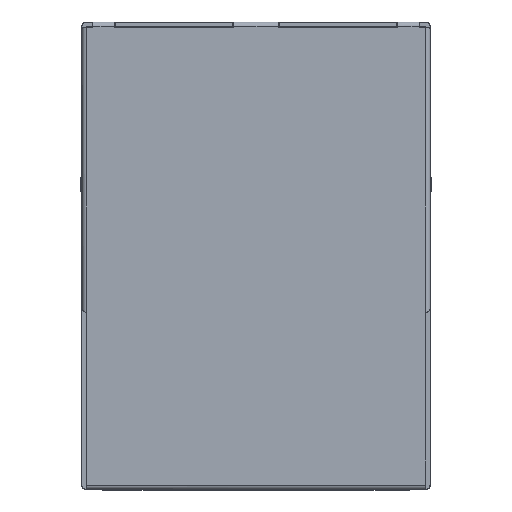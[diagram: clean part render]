
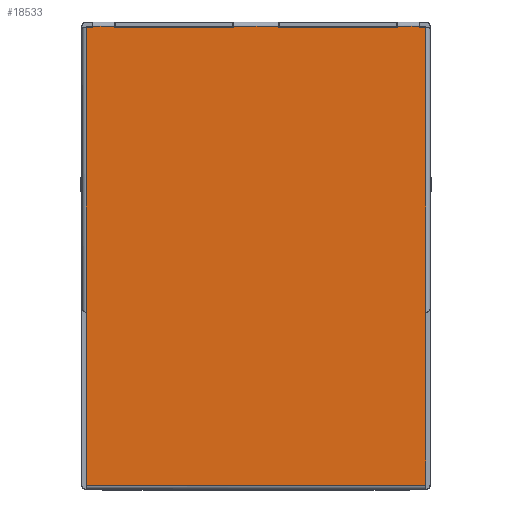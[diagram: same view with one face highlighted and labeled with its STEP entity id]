
A CAD part, top view. The second image highlights one B-rep face of the part: STEP entity #18533.
In plain terms, the highlighted planar face has unit normal (0, 0, 1).
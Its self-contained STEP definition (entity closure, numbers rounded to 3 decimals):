
#18408=AXIS2_PLACEMENT_3D('Plane Axis2P3D',#18405,#18406,#18407) ;
#18440=AXIS2_PLACEMENT_3D('Circle Axis2P3D',#18438,#18439,$) ;
#18454=AXIS2_PLACEMENT_3D('Circle Axis2P3D',#18452,#18453,$) ;
#18468=AXIS2_PLACEMENT_3D('Circle Axis2P3D',#18466,#18467,$) ;
#18482=AXIS2_PLACEMENT_3D('Circle Axis2P3D',#18480,#18481,$) ;
#13826=CARTESIAN_POINT('Vertex',(15.7,8.091,16.95)) ;
#13829=CARTESIAN_POINT('Line Origine',(15.7,4.146,16.95)) ;
#13833=CARTESIAN_POINT('Vertex',(15.7,0.2,16.95)) ;
#13865=CARTESIAN_POINT('Line Origine',(16.01,0.2,16.95)) ;
#13869=CARTESIAN_POINT('Vertex',(0.2,0.2,16.95)) ;
#13896=CARTESIAN_POINT('Line Origine',(0.2,4.146,16.95)) ;
#13900=CARTESIAN_POINT('Vertex',(0.2,8.091,16.95)) ;
#18405=CARTESIAN_POINT('Axis2P3D Location',(7.95,10.675,16.95)) ;
#18410=CARTESIAN_POINT('Line Origine',(15.7,14.596,16.95)) ;
#18414=CARTESIAN_POINT('Vertex',(15.7,21.1,16.95)) ;
#18417=CARTESIAN_POINT('Line Origine',(15.55,21.1,16.95)) ;
#18421=CARTESIAN_POINT('Vertex',(15.4,21.1,16.95)) ;
#18424=CARTESIAN_POINT('Line Origine',(15.4,21.125,16.95)) ;
#18428=CARTESIAN_POINT('Vertex',(15.4,21.15,16.95)) ;
#18431=CARTESIAN_POINT('Line Origine',(14.913,21.15,16.95)) ;
#18435=CARTESIAN_POINT('Vertex',(14.425,21.15,16.95)) ;
#18438=CARTESIAN_POINT('Axis2P3D Location',(14.375,21.15,16.95)) ;
#18442=CARTESIAN_POINT('Vertex',(14.375,21.1,16.95)) ;
#18445=CARTESIAN_POINT('Line Origine',(11.7,21.1,16.95)) ;
#18449=CARTESIAN_POINT('Vertex',(9.025,21.1,16.95)) ;
#18452=CARTESIAN_POINT('Axis2P3D Location',(9.025,21.15,16.95)) ;
#18456=CARTESIAN_POINT('Vertex',(8.975,21.15,16.95)) ;
#18459=CARTESIAN_POINT('Line Origine',(7.95,21.15,16.95)) ;
#18463=CARTESIAN_POINT('Vertex',(6.925,21.15,16.95)) ;
#18466=CARTESIAN_POINT('Axis2P3D Location',(6.875,21.15,16.95)) ;
#18470=CARTESIAN_POINT('Vertex',(6.875,21.1,16.95)) ;
#18473=CARTESIAN_POINT('Line Origine',(4.2,21.1,16.95)) ;
#18477=CARTESIAN_POINT('Vertex',(1.525,21.1,16.95)) ;
#18480=CARTESIAN_POINT('Axis2P3D Location',(1.525,21.15,16.95)) ;
#18484=CARTESIAN_POINT('Vertex',(1.475,21.15,16.95)) ;
#18487=CARTESIAN_POINT('Line Origine',(0.988,21.15,16.95)) ;
#18491=CARTESIAN_POINT('Vertex',(0.5,21.15,16.95)) ;
#18494=CARTESIAN_POINT('Line Origine',(0.5,21.125,16.95)) ;
#18498=CARTESIAN_POINT('Vertex',(0.5,21.1,16.95)) ;
#18501=CARTESIAN_POINT('Line Origine',(0.35,21.1,16.95)) ;
#18505=CARTESIAN_POINT('Vertex',(0.2,21.1,16.95)) ;
#18508=CARTESIAN_POINT('Line Origine',(0.2,14.596,16.95)) ;
#13830=DIRECTION('Vector Direction',(0.,1.,0.)) ;
#13866=DIRECTION('Vector Direction',(-1.,0.,0.)) ;
#13897=DIRECTION('Vector Direction',(0.,-1.,0.)) ;
#18406=DIRECTION('Axis2P3D Direction',(0.,0.,1.)) ;
#18407=DIRECTION('Axis2P3D XDirection',(0.,1.,0.)) ;
#18411=DIRECTION('Vector Direction',(0.,1.,0.)) ;
#18418=DIRECTION('Vector Direction',(-1.,0.,0.)) ;
#18425=DIRECTION('Vector Direction',(0.,1.,0.)) ;
#18432=DIRECTION('Vector Direction',(-1.,0.,0.)) ;
#18439=DIRECTION('Axis2P3D Direction',(0.,0.,1.)) ;
#18446=DIRECTION('Vector Direction',(1.,0.,0.)) ;
#18453=DIRECTION('Axis2P3D Direction',(0.,0.,1.)) ;
#18460=DIRECTION('Vector Direction',(-1.,0.,0.)) ;
#18467=DIRECTION('Axis2P3D Direction',(0.,0.,1.)) ;
#18474=DIRECTION('Vector Direction',(1.,0.,0.)) ;
#18481=DIRECTION('Axis2P3D Direction',(0.,0.,1.)) ;
#18488=DIRECTION('Vector Direction',(-1.,0.,0.)) ;
#18495=DIRECTION('Vector Direction',(0.,-1.,0.)) ;
#18502=DIRECTION('Vector Direction',(-1.,0.,0.)) ;
#18509=DIRECTION('Vector Direction',(0.,-1.,0.)) ;
#13831=VECTOR('Line Direction',#13830,1.) ;
#13867=VECTOR('Line Direction',#13866,1.) ;
#13898=VECTOR('Line Direction',#13897,1.) ;
#18412=VECTOR('Line Direction',#18411,1.) ;
#18419=VECTOR('Line Direction',#18418,1.) ;
#18426=VECTOR('Line Direction',#18425,1.) ;
#18433=VECTOR('Line Direction',#18432,1.) ;
#18447=VECTOR('Line Direction',#18446,1.) ;
#18461=VECTOR('Line Direction',#18460,1.) ;
#18475=VECTOR('Line Direction',#18474,1.) ;
#18489=VECTOR('Line Direction',#18488,1.) ;
#18496=VECTOR('Line Direction',#18495,1.) ;
#18503=VECTOR('Line Direction',#18502,1.) ;
#18510=VECTOR('Line Direction',#18509,1.) ;
#18514=ORIENTED_EDGE('',*,*,#13902,.T.) ;
#18515=ORIENTED_EDGE('',*,*,#13871,.T.) ;
#18516=ORIENTED_EDGE('',*,*,#13835,.T.) ;
#18517=ORIENTED_EDGE('',*,*,#18416,.T.) ;
#18518=ORIENTED_EDGE('',*,*,#18423,.T.) ;
#18519=ORIENTED_EDGE('',*,*,#18430,.T.) ;
#18520=ORIENTED_EDGE('',*,*,#18437,.T.) ;
#18521=ORIENTED_EDGE('',*,*,#18444,.F.) ;
#18522=ORIENTED_EDGE('',*,*,#18451,.F.) ;
#18523=ORIENTED_EDGE('',*,*,#18458,.F.) ;
#18524=ORIENTED_EDGE('',*,*,#18465,.T.) ;
#18525=ORIENTED_EDGE('',*,*,#18472,.F.) ;
#18526=ORIENTED_EDGE('',*,*,#18479,.F.) ;
#18527=ORIENTED_EDGE('',*,*,#18486,.F.) ;
#18528=ORIENTED_EDGE('',*,*,#18493,.T.) ;
#18529=ORIENTED_EDGE('',*,*,#18500,.T.) ;
#18530=ORIENTED_EDGE('',*,*,#18507,.T.) ;
#18531=ORIENTED_EDGE('',*,*,#18512,.T.) ;
#18533=ADVANCED_FACE('MANIFOLD_SOLID_BREP #56214',(#18532),#18409,.T.) ;
#18441=CIRCLE('generated circle',#18440,0.05) ;
#18455=CIRCLE('generated circle',#18454,0.05) ;
#18469=CIRCLE('generated circle',#18468,0.05) ;
#18483=CIRCLE('generated circle',#18482,0.05) ;
#13835=EDGE_CURVE('',#13834,#13827,#13832,.T.) ;
#13871=EDGE_CURVE('',#13870,#13834,#13868,.F.) ;
#13902=EDGE_CURVE('',#13901,#13870,#13899,.T.) ;
#18416=EDGE_CURVE('',#13827,#18415,#18413,.T.) ;
#18423=EDGE_CURVE('',#18415,#18422,#18420,.T.) ;
#18430=EDGE_CURVE('',#18422,#18429,#18427,.T.) ;
#18437=EDGE_CURVE('',#18429,#18436,#18434,.T.) ;
#18444=EDGE_CURVE('',#18443,#18436,#18441,.T.) ;
#18451=EDGE_CURVE('',#18450,#18443,#18448,.T.) ;
#18458=EDGE_CURVE('',#18457,#18450,#18455,.T.) ;
#18465=EDGE_CURVE('',#18457,#18464,#18462,.T.) ;
#18472=EDGE_CURVE('',#18471,#18464,#18469,.T.) ;
#18479=EDGE_CURVE('',#18478,#18471,#18476,.T.) ;
#18486=EDGE_CURVE('',#18485,#18478,#18483,.T.) ;
#18493=EDGE_CURVE('',#18485,#18492,#18490,.T.) ;
#18500=EDGE_CURVE('',#18492,#18499,#18497,.T.) ;
#18507=EDGE_CURVE('',#18499,#18506,#18504,.T.) ;
#18512=EDGE_CURVE('',#18506,#13901,#18511,.T.) ;
#18513=EDGE_LOOP('',(#18514,#18515,#18516,#18517,#18518,#18519,#18520,#18521,#18522,#18523,#18524,#18525,#18526,#18527,#18528,#18529,#18530,#18531)) ;
#18532=FACE_OUTER_BOUND('',#18513,.T.) ;
#13832=LINE('Line',#13829,#13831) ;
#13868=LINE('Line',#13865,#13867) ;
#13899=LINE('Line',#13896,#13898) ;
#18413=LINE('Line',#18410,#18412) ;
#18420=LINE('Line',#18417,#18419) ;
#18427=LINE('Line',#18424,#18426) ;
#18434=LINE('Line',#18431,#18433) ;
#18448=LINE('Line',#18445,#18447) ;
#18462=LINE('Line',#18459,#18461) ;
#18476=LINE('Line',#18473,#18475) ;
#18490=LINE('Line',#18487,#18489) ;
#18497=LINE('Line',#18494,#18496) ;
#18504=LINE('Line',#18501,#18503) ;
#18511=LINE('Line',#18508,#18510) ;
#18409=PLANE('',#18408) ;
#13827=VERTEX_POINT('',#13826) ;
#13834=VERTEX_POINT('',#13833) ;
#13870=VERTEX_POINT('',#13869) ;
#13901=VERTEX_POINT('',#13900) ;
#18415=VERTEX_POINT('',#18414) ;
#18422=VERTEX_POINT('',#18421) ;
#18429=VERTEX_POINT('',#18428) ;
#18436=VERTEX_POINT('',#18435) ;
#18443=VERTEX_POINT('',#18442) ;
#18450=VERTEX_POINT('',#18449) ;
#18457=VERTEX_POINT('',#18456) ;
#18464=VERTEX_POINT('',#18463) ;
#18471=VERTEX_POINT('',#18470) ;
#18478=VERTEX_POINT('',#18477) ;
#18485=VERTEX_POINT('',#18484) ;
#18492=VERTEX_POINT('',#18491) ;
#18499=VERTEX_POINT('',#18498) ;
#18506=VERTEX_POINT('',#18505) ;
